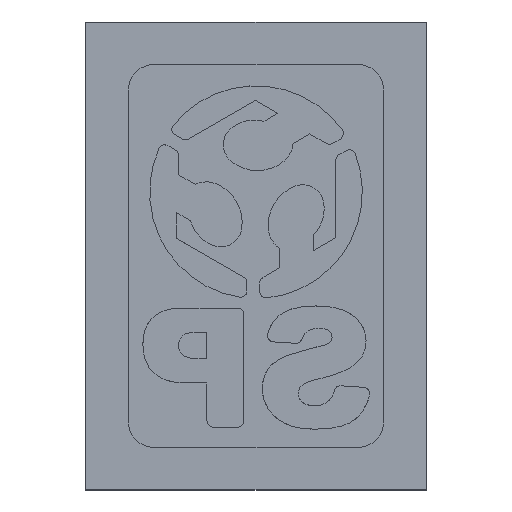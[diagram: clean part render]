
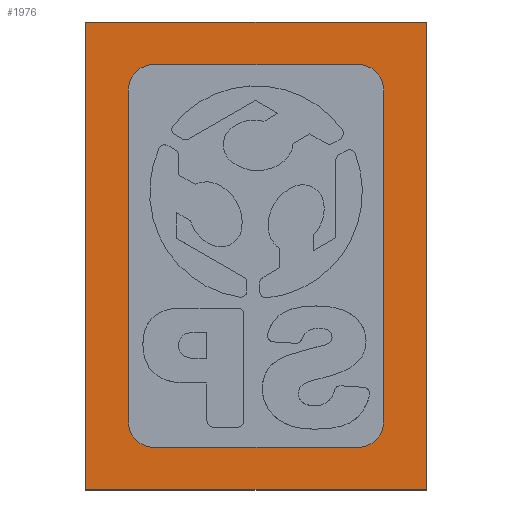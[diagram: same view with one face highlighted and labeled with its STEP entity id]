
A CAD part, top view. The second image highlights one B-rep face of the part: STEP entity #1976.
In plain terms, the highlighted planar face has unit normal (0, 0, 1).
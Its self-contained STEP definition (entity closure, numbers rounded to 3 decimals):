
#101=FACE_BOUND('',#366,.T.);
#102=FACE_BOUND('',#367,.T.);
#150=PLANE('',#2129);
#366=EDGE_LOOP('',(#1825,#1826,#1827,#1828,#1829,#1830,#1831,#1832));
#367=EDGE_LOOP('',(#1833,#1834,#1835,#1836));
#402=LINE('',#2864,#569);
#407=LINE('',#2875,#574);
#521=LINE('',#3620,#688);
#522=LINE('',#3622,#689);
#523=LINE('',#3626,#690);
#527=LINE('',#3634,#694);
#530=LINE('',#3640,#697);
#533=LINE('',#3645,#700);
#569=VECTOR('',#2242,78.);
#574=VECTOR('',#2253,78.);
#688=VECTOR('',#2571,48.);
#689=VECTOR('',#2574,48.);
#690=VECTOR('',#2577,110.);
#694=VECTOR('',#2583,80.);
#697=VECTOR('',#2588,110.);
#700=VECTOR('',#2593,80.);
#703=CIRCLE('',#1982,6.);
#737=CIRCLE('',#2019,6.);
#738=CIRCLE('',#2022,6.);
#739=CIRCLE('',#2024,6.);
#772=VERTEX_POINT('',#2604);
#773=VERTEX_POINT('',#2606);
#860=VERTEX_POINT('',#2863);
#861=VERTEX_POINT('',#2867);
#862=VERTEX_POINT('',#2869);
#863=VERTEX_POINT('',#2873);
#864=VERTEX_POINT('',#2877);
#865=VERTEX_POINT('',#2881);
#956=VERTEX_POINT('',#3624);
#957=VERTEX_POINT('',#3625);
#960=VERTEX_POINT('',#3633);
#962=VERTEX_POINT('',#3639);
#966=EDGE_CURVE('',#772,#773,#703,.T.);
#1055=EDGE_CURVE('',#860,#773,#402,.T.);
#1058=EDGE_CURVE('',#861,#862,#737,.T.);
#1061=EDGE_CURVE('',#861,#863,#407,.T.);
#1062=EDGE_CURVE('',#860,#864,#738,.T.);
#1065=EDGE_CURVE('',#865,#863,#739,.T.);
#1241=EDGE_CURVE('',#865,#864,#521,.T.);
#1242=EDGE_CURVE('',#772,#862,#522,.T.);
#1243=EDGE_CURVE('',#956,#957,#523,.T.);
#1247=EDGE_CURVE('',#960,#956,#527,.T.);
#1250=EDGE_CURVE('',#962,#960,#530,.T.);
#1253=EDGE_CURVE('',#957,#962,#533,.T.);
#1825=ORIENTED_EDGE('',*,*,#1061,.T.);
#1826=ORIENTED_EDGE('',*,*,#1065,.F.);
#1827=ORIENTED_EDGE('',*,*,#1241,.T.);
#1828=ORIENTED_EDGE('',*,*,#1062,.F.);
#1829=ORIENTED_EDGE('',*,*,#1055,.T.);
#1830=ORIENTED_EDGE('',*,*,#966,.F.);
#1831=ORIENTED_EDGE('',*,*,#1242,.T.);
#1832=ORIENTED_EDGE('',*,*,#1058,.F.);
#1833=ORIENTED_EDGE('',*,*,#1253,.F.);
#1834=ORIENTED_EDGE('',*,*,#1243,.F.);
#1835=ORIENTED_EDGE('',*,*,#1247,.F.);
#1836=ORIENTED_EDGE('',*,*,#1250,.F.);
#1976=ADVANCED_FACE('',(#101,#102),#150,.T.);
#1982=AXIS2_PLACEMENT_3D('',#2607,#2137,#2138);
#2019=AXIS2_PLACEMENT_3D('',#2870,#2247,#2248);
#2022=AXIS2_PLACEMENT_3D('',#2878,#2256,#2257);
#2024=AXIS2_PLACEMENT_3D('',#2883,#2262,#2263);
#2129=AXIS2_PLACEMENT_3D('',#3648,#2597,#2598);
#2137=DIRECTION('center_axis',(0.,0.,1.));
#2138=DIRECTION('ref_axis',(0.707,-0.707,0.));
#2242=DIRECTION('',(0.,-1.,0.));
#2247=DIRECTION('center_axis',(0.,0.,1.));
#2248=DIRECTION('ref_axis',(-0.707,-0.707,0.));
#2253=DIRECTION('',(0.,1.,0.));
#2256=DIRECTION('center_axis',(0.,0.,1.));
#2257=DIRECTION('ref_axis',(0.707,0.707,0.));
#2262=DIRECTION('center_axis',(0.,0.,1.));
#2263=DIRECTION('ref_axis',(-0.707,0.707,0.));
#2571=DIRECTION('',(1.,0.,0.));
#2574=DIRECTION('',(-1.,0.,0.));
#2577=DIRECTION('',(0.,1.,0.));
#2583=DIRECTION('',(-1.,0.,0.));
#2588=DIRECTION('',(0.,-1.,0.));
#2593=DIRECTION('',(1.,0.,0.));
#2597=DIRECTION('center_axis',(0.,0.,1.));
#2598=DIRECTION('ref_axis',(1.,0.,0.));
#2604=CARTESIAN_POINT('',(45.323,-71.783,5.8));
#2606=CARTESIAN_POINT('',(51.323,-65.783,5.8));
#2607=CARTESIAN_POINT('Origin',(45.323,-65.783,5.8));
#2863=CARTESIAN_POINT('',(51.323,12.217,5.8));
#2864=CARTESIAN_POINT('',(51.323,-49.283,5.8));
#2867=CARTESIAN_POINT('',(-8.677,-65.783,5.8));
#2869=CARTESIAN_POINT('',(-2.677,-71.783,5.8));
#2870=CARTESIAN_POINT('Origin',(-2.677,-65.783,5.8));
#2873=CARTESIAN_POINT('',(-8.677,12.217,5.8));
#2875=CARTESIAN_POINT('',(-8.677,-4.283,5.8));
#2877=CARTESIAN_POINT('',(45.323,18.217,5.8));
#2878=CARTESIAN_POINT('Origin',(45.323,12.217,5.8));
#2881=CARTESIAN_POINT('',(-2.677,18.217,5.8));
#2883=CARTESIAN_POINT('Origin',(-2.677,12.217,5.8));
#3620=CARTESIAN_POINT('',(36.323,18.217,5.8));
#3622=CARTESIAN_POINT('',(6.323,-71.783,5.8));
#3624=CARTESIAN_POINT('',(-18.677,-81.783,5.8));
#3625=CARTESIAN_POINT('',(-18.677,28.217,5.8));
#3626=CARTESIAN_POINT('',(-18.677,-81.783,5.8));
#3633=CARTESIAN_POINT('',(61.323,-81.783,5.8));
#3634=CARTESIAN_POINT('',(61.323,-81.783,5.8));
#3639=CARTESIAN_POINT('',(61.323,28.217,5.8));
#3640=CARTESIAN_POINT('',(61.323,28.217,5.8));
#3645=CARTESIAN_POINT('',(-18.677,28.217,5.8));
#3648=CARTESIAN_POINT('Origin',(21.323,-26.783,5.8));
